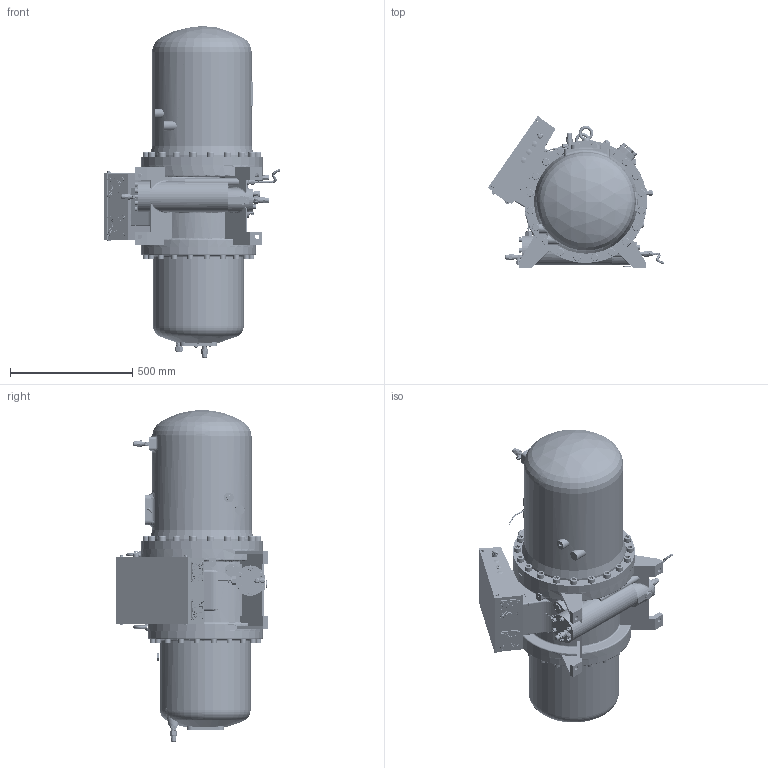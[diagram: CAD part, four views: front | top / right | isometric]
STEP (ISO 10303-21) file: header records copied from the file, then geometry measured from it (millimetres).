
FILE_DESCRIPTION (( 'STEP AP203' ), '1' );
FILE_NAME ('RC2-310A&B outline.STEP', '2014-12-25T03:28:14', ( 'jameswang' ), ( '' ), 'SwSTEP 2.0', 'SolidWorks 2013', '' );
FILE_SCHEMA (( 'CONFIG_CONTROL_DESIGN' ));
Length unit declared in the file: centimetre
Products named in the file (1): RC2-310A&B outline
Bounding box: 721.48 x 622.75 x 1357 mm (x, y, z)
Surface area: 3984057.7 mm2 (no closed solid volume)
Topology: 0 solids, 294 shells, 2838 faces, 11052 edges, 8352 vertices
Faces by surface type: plane 1364, cylinder 897, torus 324, cone 127, bspline 105, sphere 21
Entity records: 152975 total; most frequent: CARTESIAN_POINT 61242, DIRECTION 19604, ORIENTED_EDGE 16260, EDGE_CURVE 11022, VERTEX_POINT 8342, AXIS2_PLACEMENT_3D 7244, LINE 5116, VECTOR 5116
